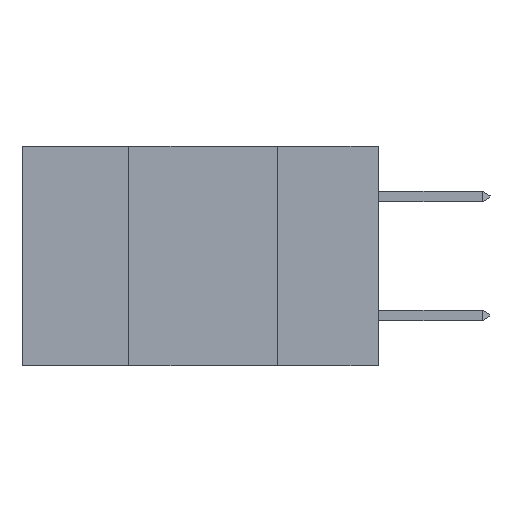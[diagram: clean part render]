
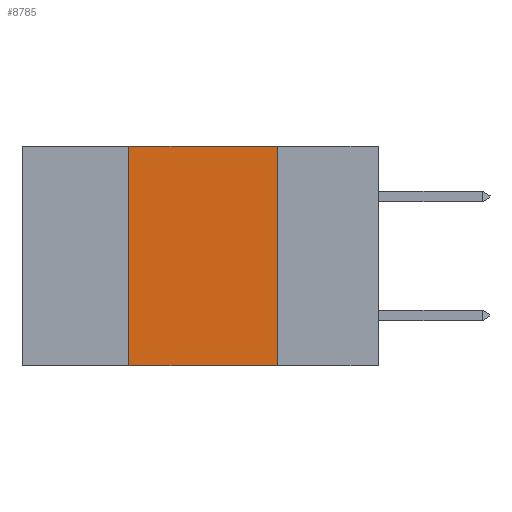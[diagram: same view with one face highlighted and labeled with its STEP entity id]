
A CAD part, left-side view. The second image highlights one B-rep face of the part: STEP entity #8785.
In plain terms, the highlighted planar face has unit normal (-1, 0, 0).
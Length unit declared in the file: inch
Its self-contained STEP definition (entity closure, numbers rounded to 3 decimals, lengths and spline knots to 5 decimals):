
#542 = VECTOR ( 'NONE', #22847, 39.37008 ) ;
#1272 = LINE ( 'NONE', #13009, #5232 ) ;
#3124 = ORIENTED_EDGE ( 'NONE', *, *, #9740, .F. ) ;
#3813 = PLANE ( 'NONE',  #17506 ) ;
#4114 = ORIENTED_EDGE ( 'NONE', *, *, #20635, .F. ) ;
#4129 = LINE ( 'NONE', #22876, #6935 ) ;
#4514 = VERTEX_POINT ( 'NONE', #16756 ) ;
#5232 = VECTOR ( 'NONE', #12776, 39.37008 ) ;
#6759 = ORIENTED_EDGE ( 'NONE', *, *, #17128, .T. ) ;
#6935 = VECTOR ( 'NONE', #8322, 39.37008 ) ;
#6972 = LINE ( 'NONE', #12531, #16962 ) ;
#7776 = CARTESIAN_POINT ( 'NONE',  ( 0., 0.6, 0. ) ) ;
#8322 = DIRECTION ( 'NONE',  ( 0., -1., 0. ) ) ;
#8785 = ADVANCED_FACE ( 'NONE', ( #22810 ), #3813, .F. ) ;
#9307 = VERTEX_POINT ( 'NONE', #17293 ) ;
#9740 = EDGE_CURVE ( 'NONE', #9307, #19365, #15329, .T. ) ;
#12531 = CARTESIAN_POINT ( 'NONE',  ( 0., 0.42, -0.37 ) ) ;
#12776 = DIRECTION ( 'NONE',  ( 0., -1., 0. ) ) ;
#12777 = EDGE_CURVE ( 'NONE', #4514, #16453, #6972, .T. ) ;
#12966 = ORIENTED_EDGE ( 'NONE', *, *, #12777, .F. ) ;
#13009 = CARTESIAN_POINT ( 'NONE',  ( 0., 0.6, -0.37 ) ) ;
#14501 = DIRECTION ( 'NONE',  ( 0., 0., 1. ) ) ;
#15050 = DIRECTION ( 'NONE',  ( 1., 0., 0. ) ) ;
#15329 = LINE ( 'NONE', #17277, #542 ) ;
#16453 = VERTEX_POINT ( 'NONE', #20978 ) ;
#16756 = CARTESIAN_POINT ( 'NONE',  ( 0., 0.42, -0.37 ) ) ;
#16962 = VECTOR ( 'NONE', #14501, 39.37008 ) ;
#17128 = EDGE_CURVE ( 'NONE', #4514, #19365, #1272, .T. ) ;
#17277 = CARTESIAN_POINT ( 'NONE',  ( 0., 0.17, -0.37 ) ) ;
#17293 = CARTESIAN_POINT ( 'NONE',  ( 0., 0.17, 0. ) ) ;
#17506 = AXIS2_PLACEMENT_3D ( 'NONE', #7776, #15050, #23064 ) ;
#19365 = VERTEX_POINT ( 'NONE', #21832 ) ;
#20635 = EDGE_CURVE ( 'NONE', #16453, #9307, #4129, .T. ) ;
#20978 = CARTESIAN_POINT ( 'NONE',  ( 0., 0.42, 0. ) ) ;
#21832 = CARTESIAN_POINT ( 'NONE',  ( 0., 0.17, -0.37 ) ) ;
#22810 = FACE_OUTER_BOUND ( 'NONE', #23919, .T. ) ;
#22847 = DIRECTION ( 'NONE',  ( 0., 0., -1. ) ) ;
#22876 = CARTESIAN_POINT ( 'NONE',  ( 0., 0.6, 0. ) ) ;
#23064 = DIRECTION ( 'NONE',  ( 0., 0., -1. ) ) ;
#23919 = EDGE_LOOP ( 'NONE', ( #3124, #4114, #12966, #6759 ) ) ;
